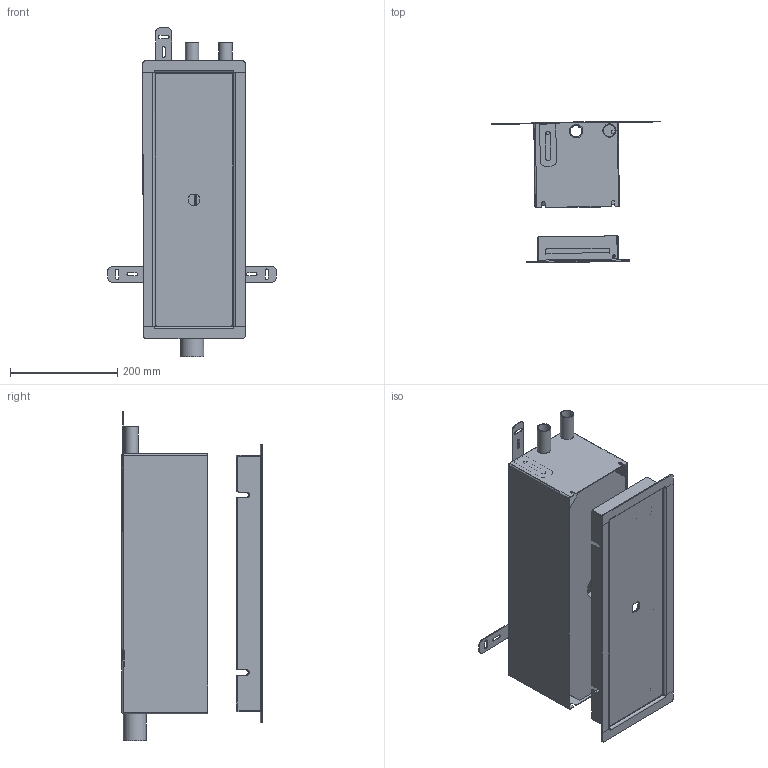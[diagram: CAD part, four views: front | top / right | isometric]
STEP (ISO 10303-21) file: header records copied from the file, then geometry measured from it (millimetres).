
FILE_DESCRIPTION(/* description */ ('(2RVS51)'),/* implementation_level */ '2;1');
FILE_NAME(/* name */ '230047 (2RVS51).stp',/* time_stamp */ '2023-12-04T15:15:38+01:00',/* author */ ('101'),/* organization */ (''),/* preprocessor_version */ 'ST-DEVELOPER v19.2',/* originating_system */ 'Autodesk Inventor 2024',/* authorisation */ '');
FILE_SCHEMA (('AUTOMOTIVE_DESIGN { 1 0 10303 214 3 1 1 }'));
Length unit declared in the file: millimetre
Products named in the file (16): 230047 (2RVS51); 03; 05; 06; 07; 12; 01; 02; 16; 13; 15; 10; 04a; 04b; 14; C-profiel rail
Assembly tree (22 placements, depth 2):
  230047 (2RVS51)
    01  x2
    03
    04a  x2
    05
    06
    16  x2
    07
    10  x3
    12
    02
    04b  x2
    13
    14  x2
    15
    C-profiel rail
Bounding box: 313.99 x 263.78 x 612.49 mm (x, y, z)
Volume: 2055664.8 mm3; surface area: 1179640.1 mm2
Topology: 22 solids, 22 shells, 578 faces, 1418 edges, 896 vertices
Faces by surface type: plane 370, cylinder 208
Full cylindrical faces by diameter (mm): 5 x2, 6 x14, 22 x4, 25 x2, 34 x1, 40 x1, 43 x1, 50 x1
Entity records: 12835 total; most frequent: DIRECTION 2188, CARTESIAN_POINT 2124, ORIENTED_EDGE 2008, EDGE_CURVE 1004, AXIS2_PLACEMENT_3D 740, LINE 708, VECTOR 708, VERTEX_POINT 636
